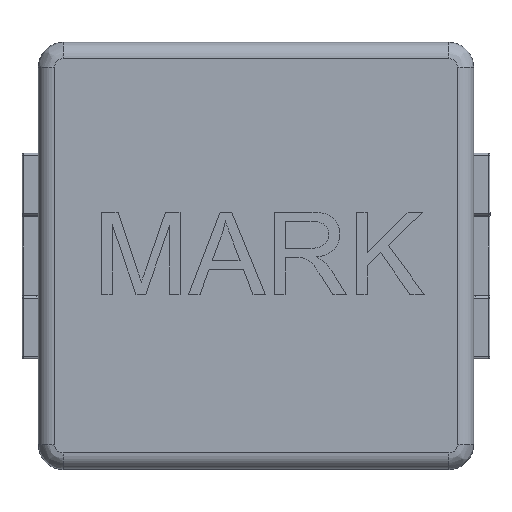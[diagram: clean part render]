
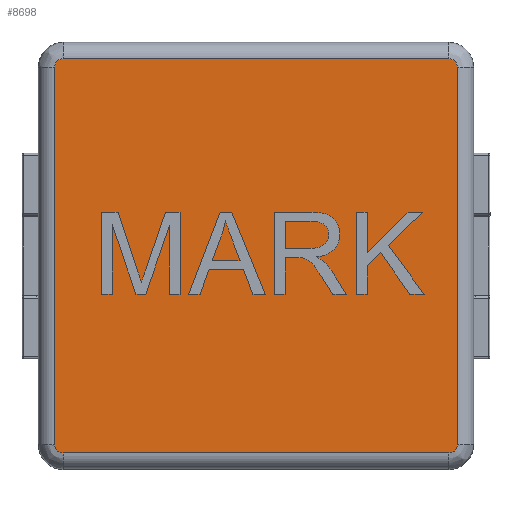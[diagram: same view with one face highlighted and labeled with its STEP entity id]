
A CAD part, top view. The second image highlights one B-rep face of the part: STEP entity #8698.
In plain terms, the highlighted planar face has unit normal (0, 0, 1).
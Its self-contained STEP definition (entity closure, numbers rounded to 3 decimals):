
#76=PLANE('',#9427);
#446=LINE('',#16973,#1293);
#447=LINE('',#17001,#1294);
#448=LINE('',#17005,#1295);
#449=LINE('',#17031,#1296);
#1293=VECTOR('',#10795,4.7);
#1294=VECTOR('',#10808,4.6);
#1295=VECTOR('',#10813,4.6);
#1296=VECTOR('',#10824,4.7);
#2431=FACE_OUTER_BOUND('',#2978,.T.);
#2978=EDGE_LOOP('',(#6703,#6704,#6705,#6706,#6707,#6708,#6709,#6710));
#3535=CIRCLE('',#9415,0.1);
#3537=CIRCLE('',#9417,0.1);
#3541=CIRCLE('',#9423,0.1);
#3543=CIRCLE('',#9425,0.1);
#4018=VERTEX_POINT('',#16969);
#4019=VERTEX_POINT('',#16971);
#4020=VERTEX_POINT('',#16983);
#4021=VERTEX_POINT('',#16995);
#4022=VERTEX_POINT('',#16999);
#4023=VERTEX_POINT('',#17003);
#4024=VERTEX_POINT('',#17015);
#4025=VERTEX_POINT('',#17027);
#4974=EDGE_CURVE('',#4019,#4018,#446,.T.);
#4976=EDGE_CURVE('',#4018,#4020,#3535,.T.);
#4978=EDGE_CURVE('',#4021,#4019,#3537,.T.);
#4980=EDGE_CURVE('',#4020,#4022,#447,.T.);
#4982=EDGE_CURVE('',#4023,#4021,#448,.T.);
#4984=EDGE_CURVE('',#4022,#4024,#3541,.T.);
#4986=EDGE_CURVE('',#4025,#4023,#3543,.T.);
#4987=EDGE_CURVE('',#4024,#4025,#449,.T.);
#6703=ORIENTED_EDGE('',*,*,#4974,.F.);
#6704=ORIENTED_EDGE('',*,*,#4978,.F.);
#6705=ORIENTED_EDGE('',*,*,#4982,.F.);
#6706=ORIENTED_EDGE('',*,*,#4986,.F.);
#6707=ORIENTED_EDGE('',*,*,#4987,.F.);
#6708=ORIENTED_EDGE('',*,*,#4984,.F.);
#6709=ORIENTED_EDGE('',*,*,#4980,.F.);
#6710=ORIENTED_EDGE('',*,*,#4976,.F.);
#8698=ADVANCED_FACE('',(#2431),#76,.T.);
#9415=AXIS2_PLACEMENT_3D('',#16985,#10798,#10799);
#9417=AXIS2_PLACEMENT_3D('',#16997,#10802,#10803);
#9423=AXIS2_PLACEMENT_3D('',#17017,#10816,#10817);
#9425=AXIS2_PLACEMENT_3D('',#17029,#10820,#10821);
#9427=AXIS2_PLACEMENT_3D('',#17032,#10825,#10826);
#10795=DIRECTION('',(-1.,0.,0.));
#10798=DIRECTION('center_axis',(0.,0.,
-1.));
#10799=DIRECTION('ref_axis',(-1.,0.,0.));
#10802=DIRECTION('center_axis',(0.,0.,
-1.));
#10803=DIRECTION('ref_axis',(0.,-1.,0.));
#10808=DIRECTION('',(0.,1.,0.));
#10813=DIRECTION('',(0.,-1.,0.));
#10816=DIRECTION('center_axis',(0.,0.,-1.));
#10817=DIRECTION('ref_axis',(0.,1.,0.));
#10820=DIRECTION('center_axis',(0.,0.,-1.));
#10821=DIRECTION('ref_axis',(1.,0.,0.));
#10824=DIRECTION('',(1.,0.,0.));
#10825=DIRECTION('center_axis',(0.,0.,1.));
#10826=DIRECTION('ref_axis',(1.,0.,0.));
#16969=CARTESIAN_POINT('',(22.322,6.04,1.8));
#16971=CARTESIAN_POINT('',(27.022,6.04,1.8));
#16973=CARTESIAN_POINT('',(27.022,6.04,1.8));
#16983=CARTESIAN_POINT('',(22.222,6.14,1.8));
#16985=CARTESIAN_POINT('Origin',(22.322,6.14,1.8));
#16995=CARTESIAN_POINT('',(27.122,6.14,1.8));
#16997=CARTESIAN_POINT('Origin',(27.022,6.14,1.8));
#16999=CARTESIAN_POINT('',(22.222,10.74,1.8));
#17001=CARTESIAN_POINT('',(22.222,6.14,1.8));
#17003=CARTESIAN_POINT('',(27.122,10.74,1.8));
#17005=CARTESIAN_POINT('',(27.122,10.74,1.8));
#17015=CARTESIAN_POINT('',(22.322,10.84,1.8));
#17017=CARTESIAN_POINT('Origin',(22.322,10.74,1.8));
#17027=CARTESIAN_POINT('',(27.022,10.84,1.8));
#17029=CARTESIAN_POINT('Origin',(27.022,10.74,1.8));
#17031=CARTESIAN_POINT('',(22.322,10.84,1.8));
#17032=CARTESIAN_POINT('Origin',(24.672,6.04,1.8));
